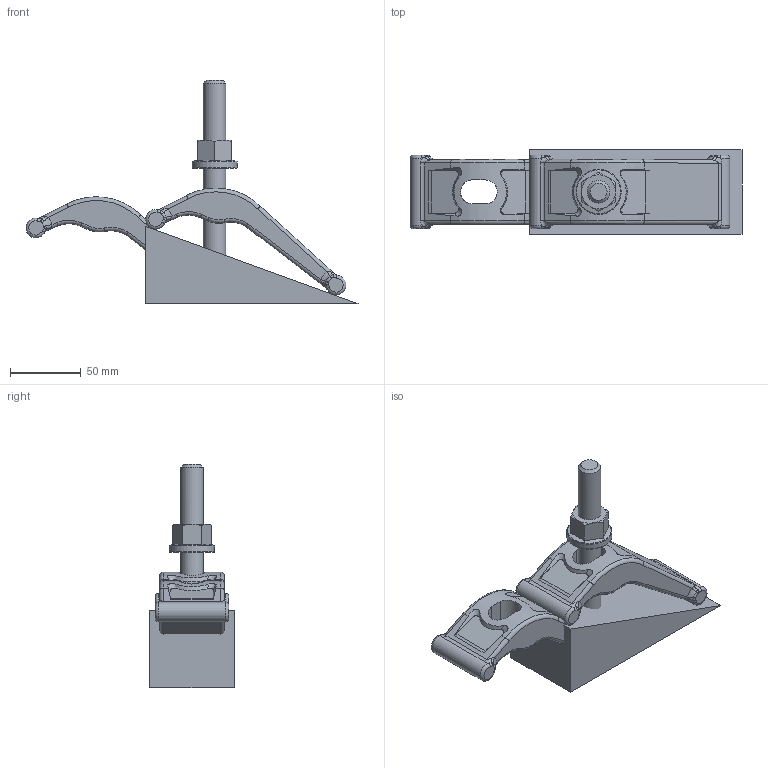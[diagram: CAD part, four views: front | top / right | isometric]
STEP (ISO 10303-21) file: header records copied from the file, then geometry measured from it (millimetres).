
FILE_DESCRIPTION( ( 'Unknown' ), '1' );
FILE_NAME( 'CP20-16150.stp', 'Unknown', ( 'Unknown' ), ( 'Unknown' ), 'XStep 1.0', 'Unknown', ' ' );
FILE_SCHEMA( ( 'CONFIG_CONTROL_DESIGN' ) );
Length unit declared in the file: millimetre
Products named in the file (5): Assem1; 1; 2; 3; 4
Bounding box: 235.09 x 60 x 158 mm (x, y, z)
Volume: 804595.4 mm3; surface area: 131943.5 mm2
Topology: 8 solids, 8 shells, 324 faces, 790 edges, 464 vertices
Faces by surface type: plane 92, cylinder 80, bspline 80, torus 44, cone 20, sphere 8
Full cylindrical faces by diameter (mm): 14 x2, 16 x2, 32 x2
Entity records: 8169 total; most frequent: CARTESIAN_POINT 4530, ORIENTED_EDGE 748, DIRECTION 664, EDGE_CURVE 374, AXIS2_PLACEMENT_3D 279, VERTEX_POINT 228, EDGE_LOOP 174, FACE_OUTER_BOUND 167
